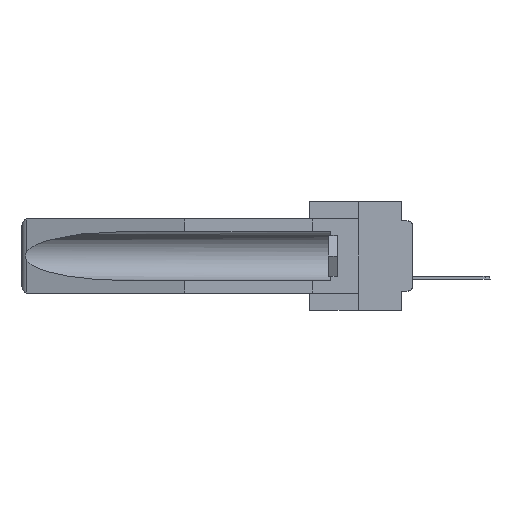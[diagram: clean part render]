
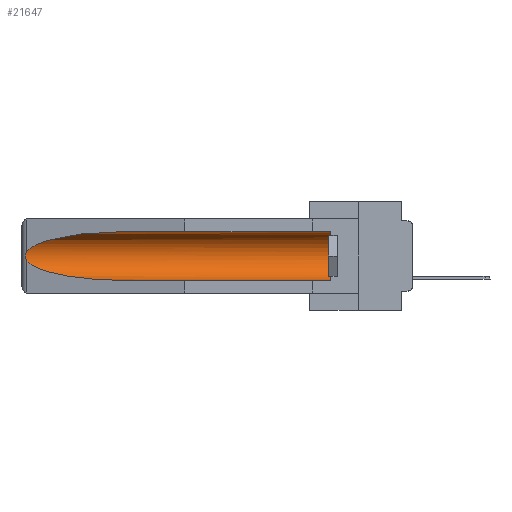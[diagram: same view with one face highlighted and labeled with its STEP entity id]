
A CAD part, left-side view. The second image highlights one B-rep face of the part: STEP entity #21647.
In plain terms, the highlighted cylindrical face has radius 2.857 mm (diameter 5.715 mm), a partial arc.
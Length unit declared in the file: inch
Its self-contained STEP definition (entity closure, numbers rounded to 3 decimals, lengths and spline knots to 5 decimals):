
#1000 = CARTESIAN_POINT ( 'NONE',  ( 0.21114, 1.30732, -0.284 ) ) ;
#1720 = CARTESIAN_POINT ( 'NONE',  ( 0.2675, 1.53308, -0.16763 ) ) ;
#1982 = CARTESIAN_POINT ( 'NONE',  ( 0.2673, 1.5327, -0.16383 ) ) ;
#2552 = DIRECTION ( 'NONE',  ( 0., 0., 1. ) ) ;
#2598 = EDGE_CURVE ( 'NONE', #29471, #7885, #8947, .T. ) ;
#3960 = EDGE_LOOP ( 'NONE', ( #23127, #19569, #22559, #24381, #25236, #7021 ) ) ;
#4818 = CARTESIAN_POINT ( 'NONE',  ( 0.26597, 1.5296, -0.19026 ) ) ;
#5465 = CARTESIAN_POINT ( 'NONE',  ( 0.155, 1.07973, -0.059 ) ) ;
#6519 = AXIS2_PLACEMENT_3D ( 'NONE', #34534, #26005, #14537 ) ;
#7021 = ORIENTED_EDGE ( 'NONE', *, *, #17037, .T. ) ;
#7722 = CARTESIAN_POINT ( 'NONE',  ( 0.155, -0.30754, -0.284 ) ) ;
#7885 = VERTEX_POINT ( 'NONE', #8178 ) ;
#8178 = CARTESIAN_POINT ( 'NONE',  ( 0.155, 1.07973, -0.284 ) ) ;
#8442 = VERTEX_POINT ( 'NONE', #14559 ) ;
#8779 = CARTESIAN_POINT ( 'NONE',  ( 0.26537, 1.52718, -0.14972 ) ) ;
#8947 =( BOUNDED_CURVE ( )  B_SPLINE_CURVE ( 3, ( #20415, #9070, #1000, #29393 ),
 .UNSPECIFIED., .F., .F. ) 
 B_SPLINE_CURVE_WITH_KNOTS ( ( 4, 4 ),
 ( 0.1948, 1.5708 ),
 .UNSPECIFIED. ) 
 CURVE ( )  GEOMETRIC_REPRESENTATION_ITEM ( )  RATIONAL_B_SPLINE_CURVE ( ( 1., 0.848, 0.848, 1. ) ) 
 REPRESENTATION_ITEM ( '' )  );
#9070 = CARTESIAN_POINT ( 'NONE',  ( 0.25451, 1.48313, -0.24835 ) ) ;
#9150 = CARTESIAN_POINT ( 'NONE',  ( 0.25451, 1.48313, -0.09465 ) ) ;
#9599 = VERTEX_POINT ( 'NONE', #11294 ) ;
#10410 = CARTESIAN_POINT ( 'NONE',  ( 0.26655, 1.53094, -0.18657 ) ) ;
#10539 = EDGE_CURVE ( 'NONE', #9599, #7885, #16066, .T. ) ;
#11017 = B_SPLINE_CURVE_WITH_KNOTS ( 'NONE', 3,
 ( #24374, #13149, #33152, #1982, #1720, #24494, #16054, #10410, #4818, #24751 ),
 .UNSPECIFIED., .F., .F.,
 ( 4, 2, 2, 2, 4 ),
 ( 0., 0.00029, 0.00058, 0.00087, 0.00117 ),
 .UNSPECIFIED. ) ;
#11294 = CARTESIAN_POINT ( 'NONE',  ( 0.155, 0.126, -0.284 ) ) ;
#11829 = DIRECTION ( 'NONE',  ( 0., 1., 0. ) ) ;
#11944 = CARTESIAN_POINT ( 'NONE',  ( 0.155, -0.30754, -0.059 ) ) ;
#12429 = VECTOR ( 'NONE', #21900, 39.37008 ) ;
#13149 = CARTESIAN_POINT ( 'NONE',  ( 0.26597, 1.52961, -0.15275 ) ) ;
#14537 = DIRECTION ( 'NONE',  ( 0., 0., 1. ) ) ;
#14559 = CARTESIAN_POINT ( 'NONE',  ( 0.155, 0.126, -0.059 ) ) ;
#16054 = CARTESIAN_POINT ( 'NONE',  ( 0.2673, 1.53269, -0.17917 ) ) ;
#16066 = LINE ( 'NONE', #7722, #12429 ) ;
#16824 = CARTESIAN_POINT ( 'NONE',  ( 0.26537, 1.52718, -0.19328 ) ) ;
#17037 = EDGE_CURVE ( 'NONE', #8442, #34355, #30295, .T. ) ;
#17539 = CARTESIAN_POINT ( 'NONE',  ( 0.26537, 1.52718, -0.14972 ) ) ;
#17655 = CARTESIAN_POINT ( 'NONE',  ( 0.21114, 1.30732, -0.059 ) ) ;
#18544 = EDGE_CURVE ( 'NONE', #9599, #8442, #28814, .T. ) ;
#19569 = ORIENTED_EDGE ( 'NONE', *, *, #21348, .T. ) ;
#20415 = CARTESIAN_POINT ( 'NONE',  ( 0.26537, 1.52718, -0.19328 ) ) ;
#21348 = EDGE_CURVE ( 'NONE', #35997, #29471, #11017, .T. ) ;
#21647 = ADVANCED_FACE ( 'NONE', ( #29274 ), #34221, .F. ) ;
#21900 = DIRECTION ( 'NONE',  ( 0., 1., 0. ) ) ;
#22559 = ORIENTED_EDGE ( 'NONE', *, *, #2598, .T. ) ;
#22658 = VECTOR ( 'NONE', #11829, 39.37008 ) ;
#23127 = ORIENTED_EDGE ( 'NONE', *, *, #27377, .T. ) ;
#23149 = AXIS2_PLACEMENT_3D ( 'NONE', #30977, #33962, #2552 ) ;
#23211 = CARTESIAN_POINT ( 'NONE',  ( 0.155, 1.07973, -0.059 ) ) ;
#24374 = CARTESIAN_POINT ( 'NONE',  ( 0.26537, 1.52718, -0.14972 ) ) ;
#24381 = ORIENTED_EDGE ( 'NONE', *, *, #10539, .F. ) ;
#24494 = CARTESIAN_POINT ( 'NONE',  ( 0.2675, 1.53308, -0.17534 ) ) ;
#24751 = CARTESIAN_POINT ( 'NONE',  ( 0.26537, 1.52718, -0.19328 ) ) ;
#25236 = ORIENTED_EDGE ( 'NONE', *, *, #18544, .T. ) ;
#26005 = DIRECTION ( 'NONE',  ( 0., 1., 0. ) ) ;
#26083 =( BOUNDED_CURVE ( )  B_SPLINE_CURVE ( 3, ( #23211, #17655, #9150, #8779 ),
 .UNSPECIFIED., .F., .F. ) 
 B_SPLINE_CURVE_WITH_KNOTS ( ( 4, 4 ),
 ( 4.71239, 6.08839 ),
 .UNSPECIFIED. ) 
 CURVE ( )  GEOMETRIC_REPRESENTATION_ITEM ( )  RATIONAL_B_SPLINE_CURVE ( ( 1., 0.848, 0.848, 1. ) ) 
 REPRESENTATION_ITEM ( '' )  );
#27377 = EDGE_CURVE ( 'NONE', #34355, #35997, #26083, .T. ) ;
#28814 = CIRCLE ( 'NONE', #23149, 0.1125 ) ;
#29274 = FACE_OUTER_BOUND ( 'NONE', #3960, .T. ) ;
#29393 = CARTESIAN_POINT ( 'NONE',  ( 0.155, 1.07973, -0.284 ) ) ;
#29471 = VERTEX_POINT ( 'NONE', #16824 ) ;
#30295 = LINE ( 'NONE', #11944, #22658 ) ;
#30977 = CARTESIAN_POINT ( 'NONE',  ( 0.155, 0.126, -0.1715 ) ) ;
#33152 = CARTESIAN_POINT ( 'NONE',  ( 0.26654, 1.53092, -0.15636 ) ) ;
#33962 = DIRECTION ( 'NONE',  ( 0., -1., 0. ) ) ;
#34221 = CYLINDRICAL_SURFACE ( 'NONE', #6519, 0.1125 ) ;
#34355 = VERTEX_POINT ( 'NONE', #5465 ) ;
#34534 = CARTESIAN_POINT ( 'NONE',  ( 0.155, -0.30754, -0.1715 ) ) ;
#35997 = VERTEX_POINT ( 'NONE', #17539 ) ;
